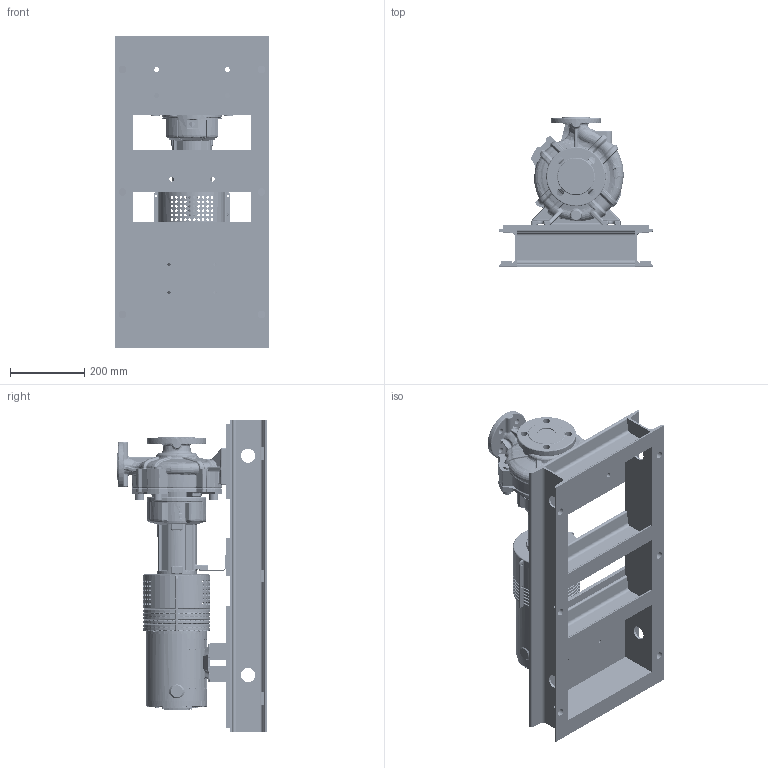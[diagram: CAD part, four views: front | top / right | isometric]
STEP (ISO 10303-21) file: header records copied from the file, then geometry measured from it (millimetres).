
FILE_DESCRIPTION (( 'STEP AP203' ), '1' );
FILE_NAME ('3325206 - NL-HE 2x1.25x6-0.75-56-460-4-ODP.step', '2020-12-22T20:25:23', ( '' ), ( '' ), 'SwSTEP 2.0', 'SolidWorks 2020', '' );
FILE_SCHEMA (( 'CONFIG_CONTROL_DESIGN' ));
Length unit declared in the file: inch
Products named in the file (18): DRILLING[stp]_3322942 - NL-HE BASE #1 DRILLED - 1; 9149643 - Atmos GIGA-N 2x1.25x6-D-L4; 4 POLE[stp]_3313598 - NEMA H4 0.75HP 56 3~208-230_460 ODP; 4107249 - 1_2COUPLING GUARD-PP-SG.25[stp]; 3313598 - NEMA H4 0.75HP 56 3~208-230_460 ODP[stp]; BASE 10#[stp]_3322634 - NL-HE RAW BASE #1-56, 143_5T; NL-HE MOT RISER[stp]_3322547 - NL-HE MOT RISER #1A [1.75 x 1.75 x 1.63]; COUPLING GRD[stp]_3323307 CUT; BASE 10# ASSY[stp]_3322730 - NL-HE BASE #1 - BASEKIT 1; MOT PLATE[stp]_MOT PLATE #1; 3325206 - NL-HE 2x1.25x6-0.75-56-460-4-ODP; 10# ANGLE WASHER[stp]; PE PLATE[stp]_P.E PLATE #1; BBRCKT PLATE[stp]_B.B PLATE #1; 10# C CHANNEL[stp]_####### - 10# x 33in; 10# C CHANNEL[stp]_####### - 10# x 12.5in
Assembly tree (27 placements, depth 4):
  DRILLING[stp]_3322942 - NL-HE BASE #1 DRILLED - 1
  3325206 - NL-HE 2x1.25x6-0.75-56-460-4-ODP
    9149643 - Atmos GIGA-N 2x1.25x6-D-L4
    4 POLE[stp]_3313598 - NEMA H4 0.75HP 56 3~208-230_460 ODP
      3313598 - NEMA H4 0.75HP 56 3~208-230_460 ODP[stp]
    BASE 10# ASSY[stp]_3322730 - NL-HE BASE #1 - BASEKIT 1
      BASE 10#[stp]_3322634 - NL-HE RAW BASE #1-56, 143_5T
        10# C CHANNEL[stp]_####### - 10# x 33in
        10# C CHANNEL[stp]_####### - 10# x 12.5in  x4
        PE PLATE[stp]_P.E PLATE #1
        BBRCKT PLATE[stp]_B.B PLATE #1
        MOT PLATE[stp]_MOT PLATE #1
        10# C CHANNEL[stp]_####### - 10# x 33in
        10# ANGLE WASHER[stp]  x6
      NL-HE MOT RISER[stp]_3322547 - NL-HE MOT RISER #1A [1.75 x 1.75 x 1.63]  x4
    COUPLING GRD[stp]_3323307 CUT
      4107249 - 1_2COUPLING GUARD-PP-SG.25[stp]
      4107249 - 1_2COUPLING GUARD-PP-SG.25[stp]
Bounding box: 413.5 x 402.01 x 838.2 mm (x, y, z)
Volume: 18869850.5 mm3; surface area: 2647860.9 mm2
Topology: 25 solids, 30 shells, 5570 faces, 13859 edges, 8359 vertices
Faces by surface type: bspline 2215, cylinder 1730, plane 1126, cone 427, sphere 64, torus 8
Entity records: 359229 total; most frequent: CARTESIAN_POINT 247670, ORIENTED_EDGE 26976, DIRECTION 16930, EDGE_CURVE 13488, VERTEX_POINT 8179, AXIS2_PLACEMENT_3D 6535, EDGE_LOOP 5945, ADVANCED_FACE 5458
